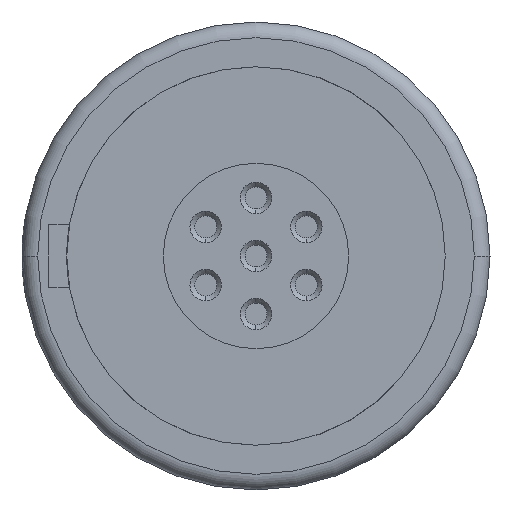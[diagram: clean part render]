
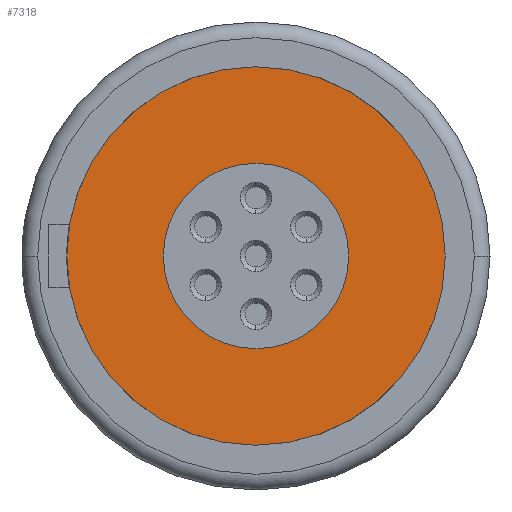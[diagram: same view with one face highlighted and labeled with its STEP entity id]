
A CAD part, left-side view. The second image highlights one B-rep face of the part: STEP entity #7318.
In plain terms, the highlighted planar face has unit normal (-1, 0, 0).
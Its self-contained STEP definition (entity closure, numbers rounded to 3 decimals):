
#3068=CARTESIAN_POINT('',(-1.,0.,0.));
#3069=DIRECTION('',(-1.,0.,0.));
#3070=DIRECTION('',(0.,1.,0.));
#3071=AXIS2_PLACEMENT_3D('',#3068,#3069,#3070);
#3073=CARTESIAN_POINT('',(-1.,0.,0.));
#3074=DIRECTION('',(1.,0.,0.));
#3075=DIRECTION('',(0.,1.,0.));
#3076=AXIS2_PLACEMENT_3D('',#3073,#3074,#3075);
#3078=CARTESIAN_POINT('',(-1.,0.,0.));
#3079=DIRECTION('',(-1.,0.,0.));
#3080=DIRECTION('',(0.,0.,1.));
#3081=AXIS2_PLACEMENT_3D('',#3078,#3079,#3080);
#3083=CARTESIAN_POINT('',(-1.,0.,0.));
#3084=DIRECTION('',(-1.,0.,0.));
#3085=DIRECTION('',(0.,0.,-1.));
#3086=AXIS2_PLACEMENT_3D('',#3083,#3084,#3085);
#3436=CARTESIAN_POINT('',(-1.,0.,-2.95));
#3437=VERTEX_POINT('',#3436);
#3438=CARTESIAN_POINT('',(-1.,0.,2.95));
#3439=VERTEX_POINT('',#3438);
#3778=CARTESIAN_POINT('',(-1.,-6.025,0.));
#3780=VERTEX_POINT('',#3778);
#3785=CARTESIAN_POINT('',(-1.,6.025,0.));
#3786=VERTEX_POINT('',#3785);
#7303=CARTESIAN_POINT('',(-1.,0.,0.));
#7304=DIRECTION('',(1.,0.,0.));
#7305=DIRECTION('',(0.,-1.,0.));
#7306=AXIS2_PLACEMENT_3D('',#7303,#7304,#7305);
#7307=PLANE('',#7306);
#7308=ORIENTED_EDGE('',*,*,#7294,.F.);
#7309=ORIENTED_EDGE('',*,*,#7280,.T.);
#7310=EDGE_LOOP('',(#7308,#7309));
#7311=FACE_OUTER_BOUND('',#7310,.F.);
#7313=ORIENTED_EDGE('',*,*,#7312,.T.);
#7315=ORIENTED_EDGE('',*,*,#7314,.T.);
#7316=EDGE_LOOP('',(#7313,#7315));
#7317=FACE_BOUND('',#7316,.F.);
#7318=ADVANCED_FACE('',(#7311,#7317),#7307,.F.);
#3072=CIRCLE('',#3071,6.025);
#3077=CIRCLE('',#3076,6.025);
#3082=CIRCLE('',#3081,2.95);
#3087=CIRCLE('',#3086,2.95);
#7280=EDGE_CURVE('',#3786,#3780,#3077,.T.);
#7294=EDGE_CURVE('',#3786,#3780,#3072,.T.);
#7312=EDGE_CURVE('',#3439,#3437,#3082,.T.);
#7314=EDGE_CURVE('',#3437,#3439,#3087,.T.);
